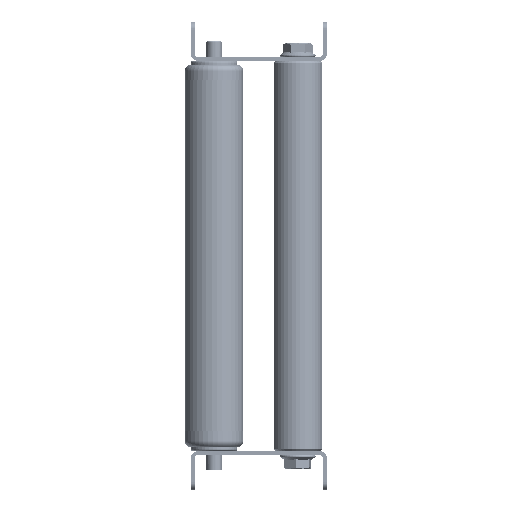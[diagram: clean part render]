
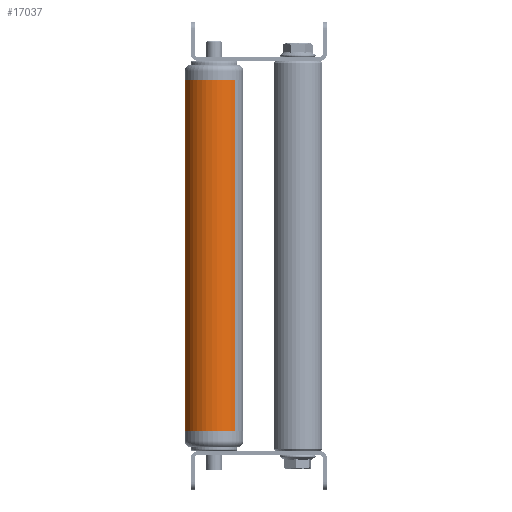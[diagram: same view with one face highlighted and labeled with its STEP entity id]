
A CAD part, left-side view. The second image highlights one B-rep face of the part: STEP entity #17037.
In plain terms, the highlighted cylindrical face has radius 15 mm (diameter 30 mm), a partial arc.
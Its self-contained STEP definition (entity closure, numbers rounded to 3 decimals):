
#2158 = VECTOR ( 'NONE', #5439, 1000. ) ;
#3421 = DIRECTION ( 'NONE',  ( 1., 0., 0. ) ) ;
#3833 = LINE ( 'NONE', #16638, #4017 ) ;
#4017 = VECTOR ( 'NONE', #11899, 1000. ) ;
#4265 = VERTEX_POINT ( 'NONE', #4709 ) ;
#4342 = CIRCLE ( 'NONE', #16749, 15. ) ;
#4680 = AXIS2_PLACEMENT_3D ( 'NONE', #16011, #17590, #14645 ) ;
#4709 = CARTESIAN_POINT ( 'NONE',  ( 180., 0., 15. ) ) ;
#4775 = FACE_OUTER_BOUND ( 'NONE', #9671, .T. ) ;
#5439 = DIRECTION ( 'NONE',  ( -1., 0., 0. ) ) ;
#5502 = VERTEX_POINT ( 'NONE', #9095 ) ;
#6450 = CYLINDRICAL_SURFACE ( 'NONE', #4680, 15. ) ;
#6930 = ORIENTED_EDGE ( 'NONE', *, *, #17135, .T. ) ;
#7321 = ORIENTED_EDGE ( 'NONE', *, *, #10066, .F. ) ;
#8463 = ORIENTED_EDGE ( 'NONE', *, *, #10965, .F. ) ;
#8479 = CARTESIAN_POINT ( 'NONE',  ( 180., 0., -15. ) ) ;
#8922 = VERTEX_POINT ( 'NONE', #9659 ) ;
#9095 = CARTESIAN_POINT ( 'NONE',  ( 0., 0., -15. ) ) ;
#9659 = CARTESIAN_POINT ( 'NONE',  ( 180., 0., -15. ) ) ;
#9671 = EDGE_LOOP ( 'NONE', ( #8463, #7321, #6930, #17294 ) ) ;
#10066 = EDGE_CURVE ( 'NONE', #4265, #8922, #17858, .T. ) ;
#10965 = EDGE_CURVE ( 'NONE', #8922, #5502, #11527, .T. ) ;
#11059 = CARTESIAN_POINT ( 'NONE',  ( 0., 0., 0. ) ) ;
#11131 = CARTESIAN_POINT ( 'NONE',  ( 0., 0., 15. ) ) ;
#11527 = LINE ( 'NONE', #8479, #2158 ) ;
#11827 = DIRECTION ( 'NONE',  ( 1., 0., 0. ) ) ;
#11899 = DIRECTION ( 'NONE',  ( -1., 0., 0. ) ) ;
#14645 = DIRECTION ( 'NONE',  ( 0., 0., 1. ) ) ;
#16011 = CARTESIAN_POINT ( 'NONE',  ( 180., 0., 0. ) ) ;
#16638 = CARTESIAN_POINT ( 'NONE',  ( 180., 0., 15. ) ) ;
#16675 = DIRECTION ( 'NONE',  ( 0., 0., -1. ) ) ;
#16749 = AXIS2_PLACEMENT_3D ( 'NONE', #11059, #3421, #19383 ) ;
#16993 = EDGE_CURVE ( 'NONE', #17212, #5502, #4342, .T. ) ;
#17037 = ADVANCED_FACE ( 'NONE', ( #4775 ), #6450, .T. ) ;
#17135 = EDGE_CURVE ( 'NONE', #4265, #17212, #3833, .T. ) ;
#17212 = VERTEX_POINT ( 'NONE', #11131 ) ;
#17294 = ORIENTED_EDGE ( 'NONE', *, *, #16993, .T. ) ;
#17590 = DIRECTION ( 'NONE',  ( -1., 0., 0. ) ) ;
#17858 = CIRCLE ( 'NONE', #20533, 15. ) ;
#18257 = CARTESIAN_POINT ( 'NONE',  ( 180., 0., 0. ) ) ;
#19383 = DIRECTION ( 'NONE',  ( 0., 0., -1. ) ) ;
#20533 = AXIS2_PLACEMENT_3D ( 'NONE', #18257, #11827, #16675 ) ;
